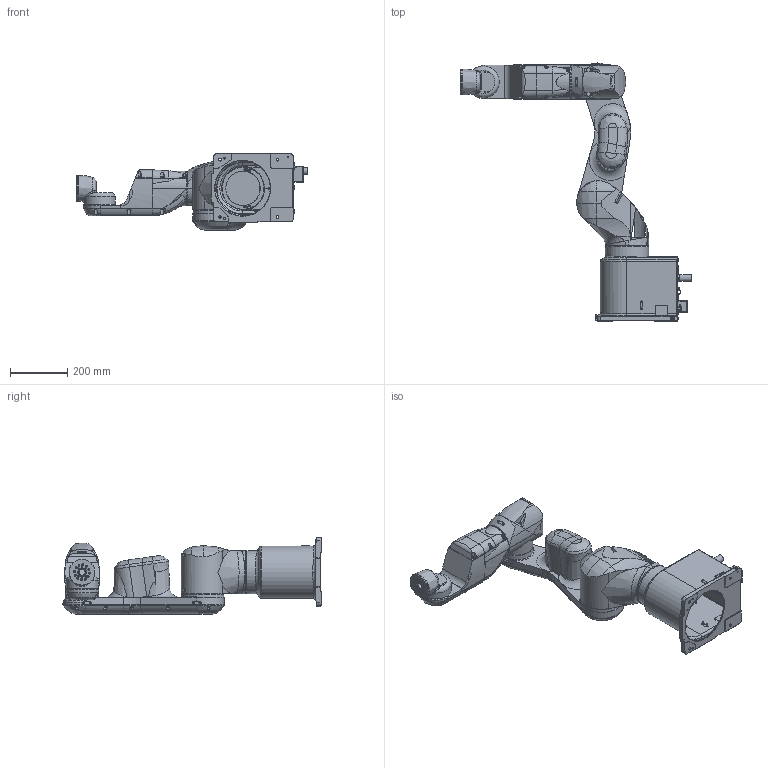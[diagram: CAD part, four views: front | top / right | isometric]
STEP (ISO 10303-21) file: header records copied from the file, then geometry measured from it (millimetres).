
FILE_DESCRIPTION( ( 'STEP AP214' ), '1' );
FILE_NAME( 'VT6-A901S__.stp', '2019-02-15T06:17:36', ( '' ), ( '' ), ' ', 'PARTsolutions', ' ' );
FILE_SCHEMA( ( 'AUTOMOTIVE_DESIGN { 1 0 10303 214 1 1 1 1 }' ) );
Length unit declared in the file: millimetre
Products named in the file (8): VT6-A901S(); _VT6-A901S_base; _VT6-A901S_j1; _VT6-A901S_j2; _VT6-A901S_j3; _VT6-A901S_j4; _VT6-A901S_j5; _VT6-A901S_j6
Assembly tree (7 placements, depth 2):
  VT6-A901S()
    _VT6-A901S_base
    _VT6-A901S_j1
    _VT6-A901S_j2
    _VT6-A901S_j3
    _VT6-A901S_j4
    _VT6-A901S_j5
    _VT6-A901S_j6
Bounding box: 804.7 x 898.49 x 266.8 mm (x, y, z)
Volume: 29779338.8 mm3; surface area: 1284617.6 mm2
Topology: 7 solids, 7 shells, 2660 faces, 6688 edges, 4349 vertices
Faces by surface type: plane 1536, cylinder 797, cone 175, torus 114, bspline 32, sphere 6
Full cylindrical faces by diameter (mm): 2.1 x2, 2.6 x2, 3 x14, 3.1 x6, 3.242 x24, 3.5 x18, 3.8 x6, 4 x5, 4.134 x4, 5 x2, 5.05 x1, 5.4 x8, 5.5 x14, 6 x14, 6.5 x12, 6.647 x2, 7 x50, 8 x5, 9 x31, 21 x1, 23 x2, 24 x2, 32 x1, 32.5 x1, 45 x1, 59 x1, 60 x2, 62.5 x1, 63 x1, 65 x1
Entity records: 104500 total; most frequent: CARTESIAN_POINT 20443, DIRECTION 13103, ORIENTED_EDGE 12318, EDGE_CURVE 6159, AXIS2_PLACEMENT_3D 4720, VERTEX_POINT 4291, LINE 3663, VECTOR 3663
